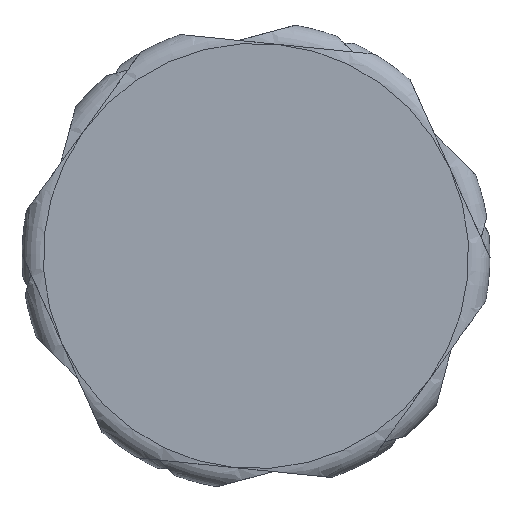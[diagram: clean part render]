
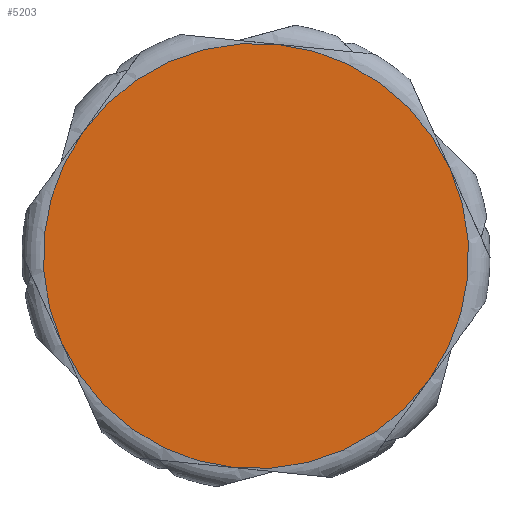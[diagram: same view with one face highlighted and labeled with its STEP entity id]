
A CAD part, left-side view. The second image highlights one B-rep face of the part: STEP entity #5203.
In plain terms, the highlighted planar face has unit normal (-1, 0, 0).
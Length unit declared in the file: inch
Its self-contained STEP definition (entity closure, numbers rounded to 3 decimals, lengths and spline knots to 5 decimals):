
#1123=FACE_OUTER_BOUND('',#1409,.T.);
#1409=EDGE_LOOP('',(#3688,#3689,#3690,#3691,#3692,#3693));
#1783=CIRCLE('',#5659,1.5748);
#1785=CIRCLE('',#5662,1.5748);
#1787=CIRCLE('',#5665,1.5748);
#1789=CIRCLE('',#5668,1.5748);
#1791=CIRCLE('',#5671,1.5748);
#1792=CIRCLE('',#5673,1.5748);
#2040=VERTEX_POINT('',#7822);
#2045=VERTEX_POINT('',#7894);
#2050=VERTEX_POINT('',#7966);
#2055=VERTEX_POINT('',#8038);
#2060=VERTEX_POINT('',#8110);
#2065=VERTEX_POINT('',#8182);
#2655=EDGE_CURVE('',#2060,#2065,#1783,.T.);
#2657=EDGE_CURVE('',#2055,#2060,#1785,.T.);
#2659=EDGE_CURVE('',#2050,#2055,#1787,.T.);
#2661=EDGE_CURVE('',#2045,#2050,#1789,.T.);
#2663=EDGE_CURVE('',#2040,#2045,#1791,.T.);
#2664=EDGE_CURVE('',#2065,#2040,#1792,.T.);
#3688=ORIENTED_EDGE('',*,*,#2664,.T.);
#3689=ORIENTED_EDGE('',*,*,#2663,.T.);
#3690=ORIENTED_EDGE('',*,*,#2661,.T.);
#3691=ORIENTED_EDGE('',*,*,#2659,.T.);
#3692=ORIENTED_EDGE('',*,*,#2657,.T.);
#3693=ORIENTED_EDGE('',*,*,#2655,.T.);
#4745=PLANE('',#5690);
#5203=ADVANCED_FACE('',(#1123),#4745,.T.);
#5659=AXIS2_PLACEMENT_3D('',#8255,#6433,#6434);
#5662=AXIS2_PLACEMENT_3D('',#8258,#6439,#6440);
#5665=AXIS2_PLACEMENT_3D('',#8261,#6445,#6446);
#5668=AXIS2_PLACEMENT_3D('',#8264,#6451,#6452);
#5671=AXIS2_PLACEMENT_3D('',#8267,#6457,#6458);
#5673=AXIS2_PLACEMENT_3D('',#8269,#6461,#6462);
#5690=AXIS2_PLACEMENT_3D('',#8286,#6495,#6496);
#6433=DIRECTION('center_axis',(-1.,0.,0.));
#6434=DIRECTION('ref_axis',(0.,-0.101,0.995));
#6439=DIRECTION('center_axis',(-1.,0.,0.));
#6440=DIRECTION('ref_axis',(0.,-0.101,0.995));
#6445=DIRECTION('center_axis',(-1.,0.,0.));
#6446=DIRECTION('ref_axis',(0.,-0.101,0.995));
#6451=DIRECTION('center_axis',(-1.,0.,0.));
#6452=DIRECTION('ref_axis',(0.,-0.101,0.995));
#6457=DIRECTION('center_axis',(-1.,0.,0.));
#6458=DIRECTION('ref_axis',(0.,-0.101,0.995));
#6461=DIRECTION('center_axis',(-1.,0.,0.));
#6462=DIRECTION('ref_axis',(0.,-0.101,0.995));
#6495=DIRECTION('center_axis',(-1.,0.,0.));
#6496=DIRECTION('ref_axis',(0.,-0.101,0.995));
#7822=CARTESIAN_POINT('',(-2.69985,1.43618,-0.64605));
#7894=CARTESIAN_POINT('',(-2.69985,0.1586,-1.5668));
#7966=CARTESIAN_POINT('',(-2.69985,-1.27759,-0.92075));
#8038=CARTESIAN_POINT('',(-2.69985,-1.43618,0.64605));
#8110=CARTESIAN_POINT('',(-2.69985,-0.1586,1.5668));
#8182=CARTESIAN_POINT('',(-2.69985,1.27759,0.92075));
#8255=CARTESIAN_POINT('Origin',(-2.69985,0.,
0.));
#8258=CARTESIAN_POINT('Origin',(-2.69985,0.,
0.));
#8261=CARTESIAN_POINT('Origin',(-2.69985,0.,
0.));
#8264=CARTESIAN_POINT('Origin',(-2.69985,0.,
0.));
#8267=CARTESIAN_POINT('Origin',(-2.69985,0.,
0.));
#8269=CARTESIAN_POINT('Origin',(-2.69985,0.,
0.));
#8286=CARTESIAN_POINT('Origin',(-2.69985,1.20643,0.12212));
